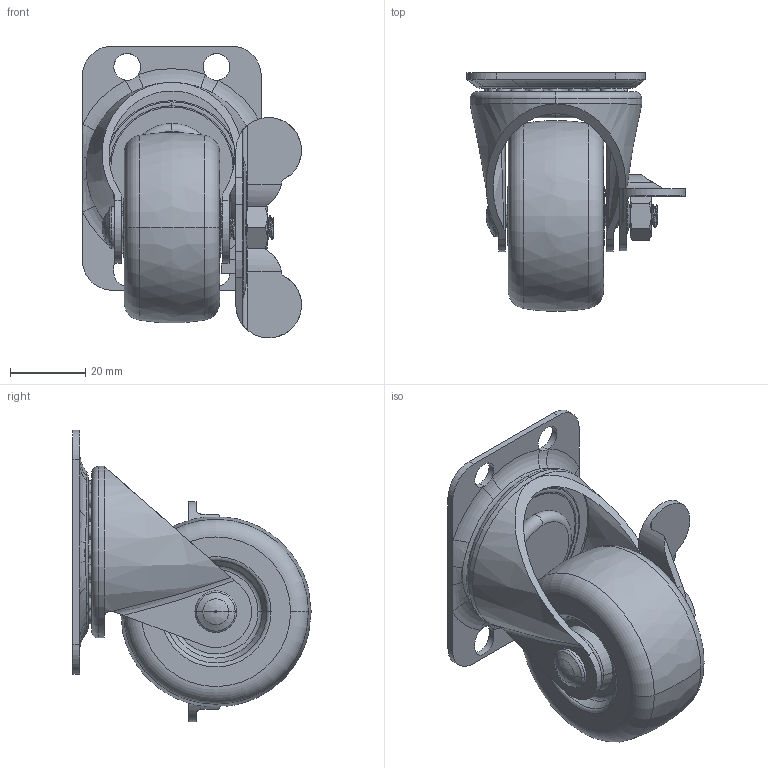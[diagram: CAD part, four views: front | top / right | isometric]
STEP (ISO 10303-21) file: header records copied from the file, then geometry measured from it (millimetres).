
FILE_DESCRIPTION((''),'2;1');
FILE_NAME('OBMP-BA-H-1100','2023-10-06T17:24:28',('ccha425'),('Department of Mechanical Engineering, The University of Auckland'),'CREO PARAMETRIC BY PTC INC, 2017260','CREO PARAMETRIC BY PTC INC, 2017260','');
FILE_SCHEMA(('CONFIG_CONTROL_DESIGN'));
Length unit declared in the file: inch
Products named in the file (1): OBMP-BA-H-1100
Bounding box: 58.34 x 63.5 x 77.78 mm (x, y, z)
Volume: 65776 mm3; surface area: 27913.5 mm2
Topology: 2 solids, 3 shells, 371 faces, 1052 edges, 654 vertices
Faces by surface type: plane 117, cylinder 96, torus 54, cone 36, bspline 28, extrusion 20, sphere 20
Entity records: 18446 total; most frequent: CARTESIAN_POINT 9160, ORIENTED_EDGE 2020, DIRECTION 1857, EDGE_CURVE 1012, AXIS2_PLACEMENT_3D 738, VERTEX_POINT 654, CIRCLE 414, EDGE_LOOP 401
